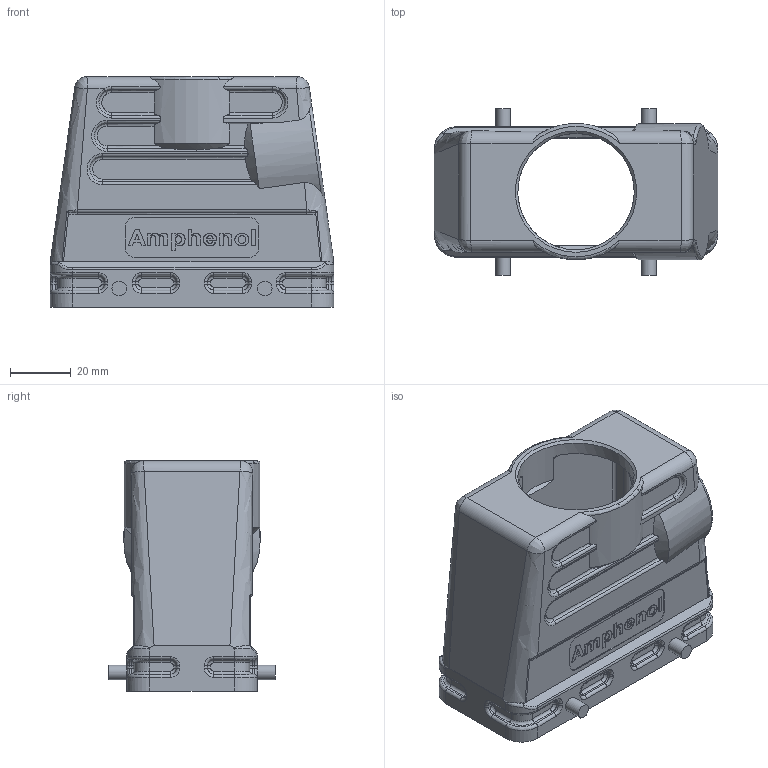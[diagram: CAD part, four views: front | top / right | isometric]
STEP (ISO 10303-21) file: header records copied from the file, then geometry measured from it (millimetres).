
FILE_DESCRIPTION(/* description */ (''),/* implementation_level */ '2;1');
FILE_NAME(/* name */ 'c146 21r016 601 8nxc001-01.stp',/* time_stamp */ '2021-04-20T13:43:49+02:00',/* author */ (''),/* organization */ (''),/* preprocessor_version */ 'ST-DEVELOPER v16.7',/* originating_system */ 'SIEMENS PLM Software NX 12.0',/* authorisation */ '');
FILE_SCHEMA (('AUTOMOTIVE_DESIGN { 1 0 10303 214 3 1 1 1 }'));
Length unit declared in the file: millimetre
Products named in the file (3): C146 K12 652 E8-01_29770ID; c146 21r016 601 8nxm001-01; c146 21r016 601 8nxc001-01
Assembly tree (2 placements, depth 3):
  c146 21r016 601 8nxc001-01
    c146 21r016 601 8nxm001-01
      C146 K12 652 E8-01_29770ID
Bounding box: 93.51 x 55 x 76 mm (x, y, z)
Volume: 57714.4 mm3; surface area: 41766.2 mm2
Topology: 1 solids, 1 shells, 686 faces, 1693 edges, 1032 vertices
Faces by surface type: bspline 209, plane 202, cylinder 186, extrusion 66, cone 17, torus 4, sphere 2
Full cylindrical faces by diameter (mm): 2.5 x4, 4.8 x4, 38.38 x1
Entity records: 31319 total; most frequent: CARTESIAN_POINT 12172, ORIENTED_EDGE 3292, DIRECTION 2637, EDGE_CURVE 1646, VERTEX_POINT 1022, AXIS2_PLACEMENT_3D 922, VECTOR 793, EDGE_LOOP 744
